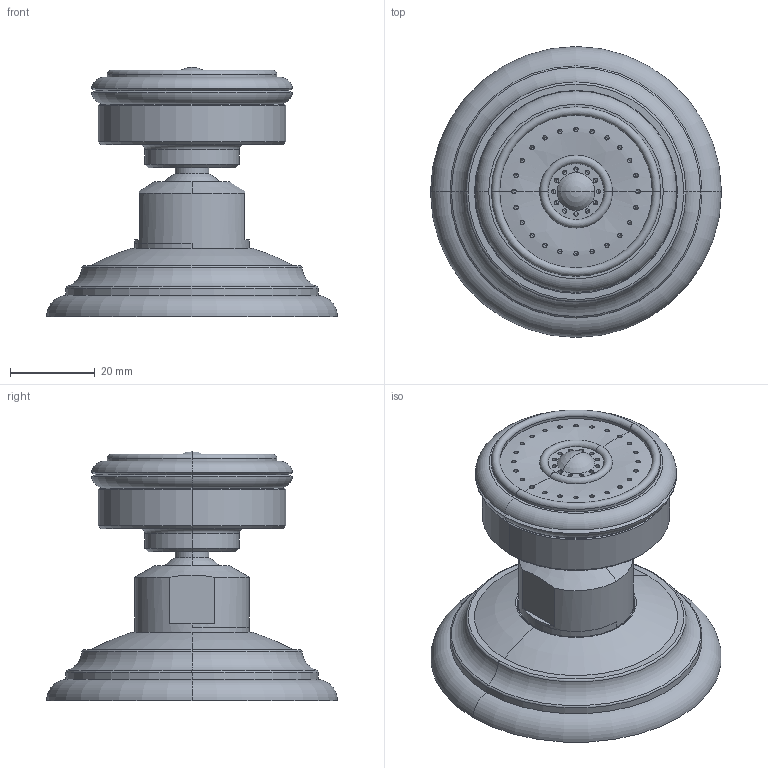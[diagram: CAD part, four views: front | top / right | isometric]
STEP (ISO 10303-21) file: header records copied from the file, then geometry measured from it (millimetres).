
FILE_DESCRIPTION((''),'2;1');
FILE_NAME('217','2021-01-07T10:52:00',('jinson.thomas'),(''),'CREO PARAMETRIC BY PTC INC, 2018400','CREO PARAMETRIC BY PTC INC, 2018400','');
FILE_SCHEMA(('CONFIG_CONTROL_DESIGN'));
Length unit declared in the file: inch
Products named in the file (1): 217
Bounding box: 68.48 x 68.48 x 58.65 mm (x, y, z)
Volume: 75455.3 mm3; surface area: 16923.1 mm2
Topology: 1 solids, 1 shells, 177 faces, 368 edges, 233 vertices
Faces by surface type: cylinder 88, plane 49, torus 20, cone 12, sphere 6, bspline 2
Entity records: 6028 total; most frequent: CARTESIAN_POINT 2416, ORIENTED_EDGE 732, DIRECTION 682, EDGE_CURVE 366, AXIS2_PLACEMENT_3D 287, VERTEX_POINT 233, EDGE_LOOP 219, FACE_OUTER_BOUND 177
